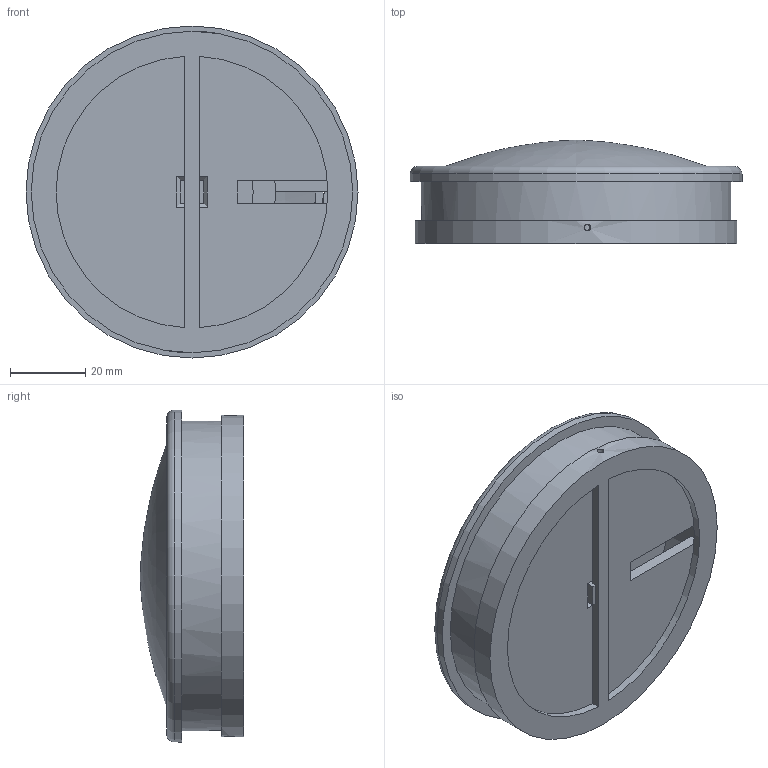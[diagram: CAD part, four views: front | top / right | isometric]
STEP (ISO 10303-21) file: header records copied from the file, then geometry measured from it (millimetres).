
FILE_DESCRIPTION(/* description */ (''),/* implementation_level */ '2;1');
FILE_NAME(/* name */ 'ba278c34-a44d-4054-879c-d5a2ae3208b0.stp',/* time_stamp */ '2018-11-19T11:46:21+00:00',/* author */ (''),/* organization */ (''),/* preprocessor_version */ 'ST-DEVELOPER v17.2',/* originating_system */ 'Autodesk Translation Framework v7.6.0.251',/* authorisation */ '');
FILE_SCHEMA (('AUTOMOTIVE_DESIGN { 1 0 10303 214 3 1 1 }'));
Length unit declared in the file: millimetre
Products named in the file (4): Button alt 3; LED Ring v3; Dome; Button for alt 3
Assembly tree (3 placements, depth 2):
  Button alt 3
    LED Ring v3
    Dome
    Button for alt 3
Bounding box: 88.3 x 27.5 x 88.3 mm (x, y, z)
Volume: 62247.3 mm3; surface area: 54211.8 mm2
Topology: 25 solids, 25 shells, 454 faces, 1055 edges, 690 vertices
Faces by surface type: plane 370, cylinder 63, torus 18, bspline 2, cone 1
Full cylindrical faces by diameter (mm): 1.8 x4, 3.5 x16, 5.4 x1, 7.9 x1, 32.5 x1, 44.5 x1, 65.9 x1, 69.9 x1, 70.3 x1, 76.3 x1, 82.3 x1, 82.5 x1, 85.5 x1, 88.3 x1
Entity records: 13268 total; most frequent: CARTESIAN_POINT 2530, DIRECTION 2193, ORIENTED_EDGE 2106, EDGE_CURVE 1053, LINE 799, VECTOR 799, AXIS2_PLACEMENT_3D 697, VERTEX_POINT 690
